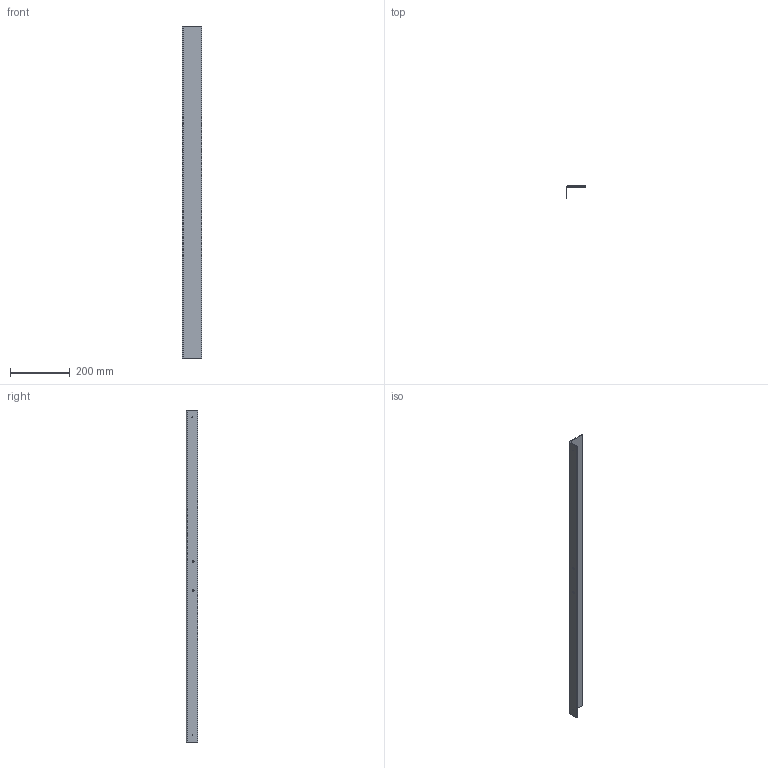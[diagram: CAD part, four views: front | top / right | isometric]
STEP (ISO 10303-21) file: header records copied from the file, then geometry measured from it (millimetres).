
FILE_DESCRIPTION (( 'STEP AP203' ), '1' );
FILE_NAME ('Front U-Channel_Défaut_sldprt.STEP', '2020-01-15T11:00:16', ( '' ), ( '' ), 'SwSTEP 2.0', 'SolidWorks 2017', '' );
FILE_SCHEMA (( 'CONFIG_CONTROL_DESIGN' ));
Length unit declared in the file: millimetre
Products named in the file (1): Front U-Channel_Défaut_sldprt
Bounding box: 65 x 39 x 1115 mm (x, y, z)
Volume: 224427.6 mm3; surface area: 229409.9 mm2
Topology: 1 solids, 1 shells, 22 faces, 52 edges, 32 vertices
Faces by surface type: plane 12, cylinder 10
Entity records: 725 total; most frequent: DIRECTION 118, CARTESIAN_POINT 107, ORIENTED_EDGE 104, EDGE_CURVE 52, AXIS2_PLACEMENT_3D 43, LINE 32, VERTEX_POINT 32, VECTOR 32
